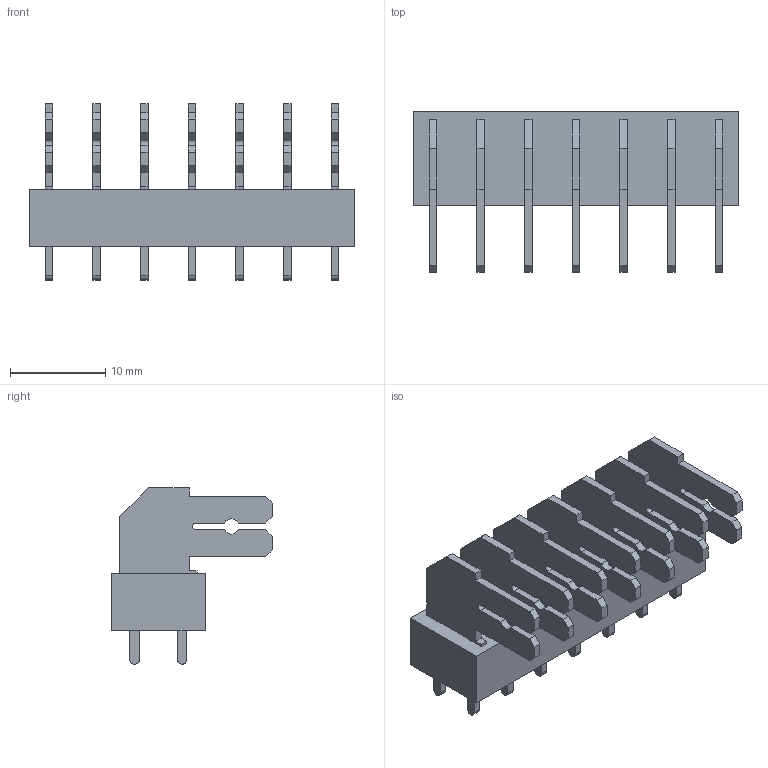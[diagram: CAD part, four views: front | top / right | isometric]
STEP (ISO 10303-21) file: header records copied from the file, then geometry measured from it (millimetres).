
FILE_DESCRIPTION(('CATIA V5 STEP Exchange','CAx-IF Rec.Pracs.--- Model Styling and Organization---1.2---2011-12-15'),'2;1');
FILE_NAME ('D1464924_0_9511460000_9511460000.stp','2018-08-31T15:36:19+00:00',('none'),('Weidmueller'),'CATIA Version 5-6 Release 2014','CATIA V5 STEP AP214','none');
FILE_SCHEMA(('AUTOMOTIVE_DESIGN { 1 0 10303 214 1 1 1 1 }'));
Length unit declared in the file: millimetre
Products named in the file (1): 9511460000
Bounding box: 34 x 16.85 x 18.5 mm (x, y, z)
Volume: 2645.1 mm3; surface area: 3828.4 mm2
Topology: 8 solids, 8 shells, 293 faces, 831 edges, 554 vertices
Faces by surface type: plane 258, cylinder 35
Entity records: 8243 total; most frequent: ORIENTED_EDGE 1662, CARTESIAN_POINT 1451, DIRECTION 961, EDGE_CURVE 831, VECTOR 761, LINE 761, VERTEX_POINT 554, EDGE_LOOP 321
